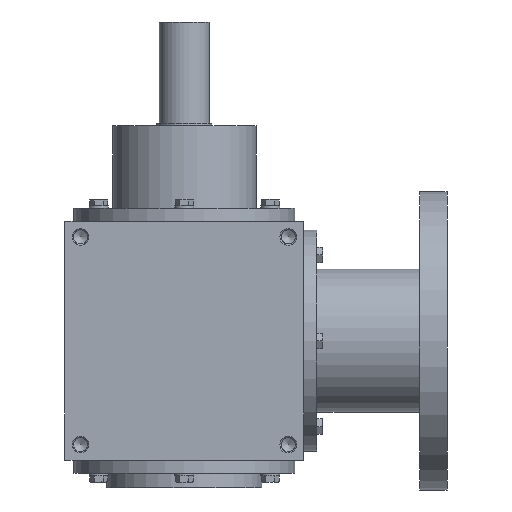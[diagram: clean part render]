
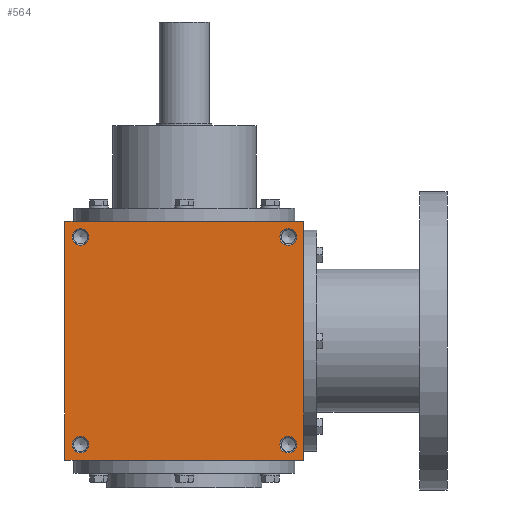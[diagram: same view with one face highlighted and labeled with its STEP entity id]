
A CAD part, front view. The second image highlights one B-rep face of the part: STEP entity #564.
In plain terms, the highlighted planar face has unit normal (0, -1, 0).
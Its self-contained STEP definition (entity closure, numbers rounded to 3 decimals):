
#564 = ADVANCED_FACE( '', ( #1136, #1137, #1138, #1139, #1140 ), #1141, .F. );
#1136 = FACE_BOUND( '', #1869, .T. );
#1137 = FACE_BOUND( '', #1870, .T. );
#1138 = FACE_BOUND( '', #1871, .T. );
#1139 = FACE_BOUND( '', #1872, .T. );
#1140 = FACE_OUTER_BOUND( '', #1873, .T. );
#1141 = PLANE( '', #1874 );
#1869 = EDGE_LOOP( '', ( #2767 ) );
#1870 = EDGE_LOOP( '', ( #2768 ) );
#1871 = EDGE_LOOP( '', ( #2769 ) );
#1872 = EDGE_LOOP( '', ( #2770 ) );
#1873 = EDGE_LOOP( '', ( #2771, #2772, #2773, #2774 ) );
#1874 = AXIS2_PLACEMENT_3D( '', #2775, #2776, #2777 );
#2767 = ORIENTED_EDGE( '', *, *, #3746, .T. );
#2768 = ORIENTED_EDGE( '', *, *, #3836, .T. );
#2769 = ORIENTED_EDGE( '', *, *, #3861, .F. );
#2770 = ORIENTED_EDGE( '', *, *, #3781, .F. );
#2771 = ORIENTED_EDGE( '', *, *, #3956, .T. );
#2772 = ORIENTED_EDGE( '', *, *, #3827, .F. );
#2773 = ORIENTED_EDGE( '', *, *, #3957, .F. );
#2774 = ORIENTED_EDGE( '', *, *, #3958, .T. );
#2775 = CARTESIAN_POINT( '', ( -100., -100., 100. ) );
#2776 = DIRECTION( '', ( 0., 1., 0. ) );
#2777 = DIRECTION( '', ( 0., 0., 1. ) );
#3746 = EDGE_CURVE( '', #4264, #4264, #4265, .T. );
#3781 = EDGE_CURVE( '', #4325, #4325, #4326, .T. );
#3827 = EDGE_CURVE( '', #4397, #4392, #4399, .T. );
#3836 = EDGE_CURVE( '', #4413, #4413, #4414, .T. );
#3861 = EDGE_CURVE( '', #4452, #4452, #4453, .T. );
#3956 = EDGE_CURVE( '', #4599, #4392, #4600, .T. );
#3957 = EDGE_CURVE( '', #4601, #4397, #4602, .T. );
#3958 = EDGE_CURVE( '', #4601, #4599, #4603, .T. );
#4264 = VERTEX_POINT( '', #4997 );
#4265 = CIRCLE( '', #4998, 7. );
#4325 = VERTEX_POINT( '', #5058 );
#4326 = CIRCLE( '', #5059, 7. );
#4392 = VERTEX_POINT( '', #5149 );
#4397 = VERTEX_POINT( '', #5156 );
#4399 = LINE( '', #5159, #5160 );
#4413 = VERTEX_POINT( '', #5174 );
#4414 = CIRCLE( '', #5175, 7. );
#4452 = VERTEX_POINT( '', #5248 );
#4453 = CIRCLE( '', #5249, 7. );
#4599 = VERTEX_POINT( '', #5497 );
#4600 = LINE( '', #5498, #5499 );
#4601 = VERTEX_POINT( '', #5500 );
#4602 = LINE( '', #5501, #5502 );
#4603 = LINE( '', #5503, #5504 );
#4997 = CARTESIAN_POINT( '', ( -87., -100., -80. ) );
#4998 = AXIS2_PLACEMENT_3D( '', #6006, #6007, #6008 );
#5058 = CARTESIAN_POINT( '', ( 87., -100., 80. ) );
#5059 = AXIS2_PLACEMENT_3D( '', #6084, #6085, #6086 );
#5149 = CARTESIAN_POINT( '', ( 100., -100., -100. ) );
#5156 = CARTESIAN_POINT( '', ( 100., -100., 100. ) );
#5159 = CARTESIAN_POINT( '', ( 100., -100., 100. ) );
#5160 = VECTOR( '', #6159, 1000. );
#5174 = CARTESIAN_POINT( '', ( -87., -100., 94. ) );
#5175 = AXIS2_PLACEMENT_3D( '', #6175, #6176, #6177 );
#5248 = CARTESIAN_POINT( '', ( 87., -100., -94. ) );
#5249 = AXIS2_PLACEMENT_3D( '', #6199, #6200, #6201 );
#5497 = CARTESIAN_POINT( '', ( -100., -100., -100. ) );
#5498 = CARTESIAN_POINT( '', ( -100., -100., -100. ) );
#5499 = VECTOR( '', #6334, 1000. );
#5500 = CARTESIAN_POINT( '', ( -100., -100., 100. ) );
#5501 = CARTESIAN_POINT( '', ( -100., -100., 100. ) );
#5502 = VECTOR( '', #6335, 1000. );
#5503 = CARTESIAN_POINT( '', ( -100., -100., 100. ) );
#5504 = VECTOR( '', #6336, 1000. );
#6006 = CARTESIAN_POINT( '', ( -87., -100., -87. ) );
#6007 = DIRECTION( '', ( 0., 1., 0. ) );
#6008 = DIRECTION( '', ( 0., 0., 1. ) );
#6084 = CARTESIAN_POINT( '', ( 87., -100., 87. ) );
#6085 = DIRECTION( '', ( 0., -1., 0. ) );
#6086 = DIRECTION( '', ( 0., 0., -1. ) );
#6159 = DIRECTION( '', ( 0., 0., -1. ) );
#6175 = CARTESIAN_POINT( '', ( -87., -100., 87. ) );
#6176 = DIRECTION( '', ( 0., 1., 0. ) );
#6177 = DIRECTION( '', ( 0., 0., 1. ) );
#6199 = CARTESIAN_POINT( '', ( 87., -100., -87. ) );
#6200 = DIRECTION( '', ( 0., -1., 0. ) );
#6201 = DIRECTION( '', ( 0., 0., -1. ) );
#6334 = DIRECTION( '', ( 1., 0., 0. ) );
#6335 = DIRECTION( '', ( 1., 0., 0. ) );
#6336 = DIRECTION( '', ( 0., 0., -1. ) );
